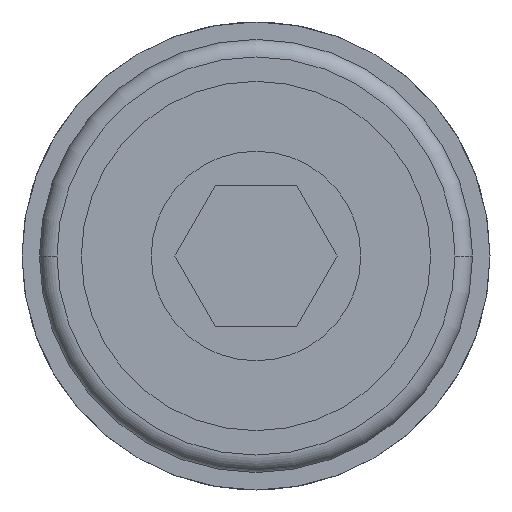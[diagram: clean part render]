
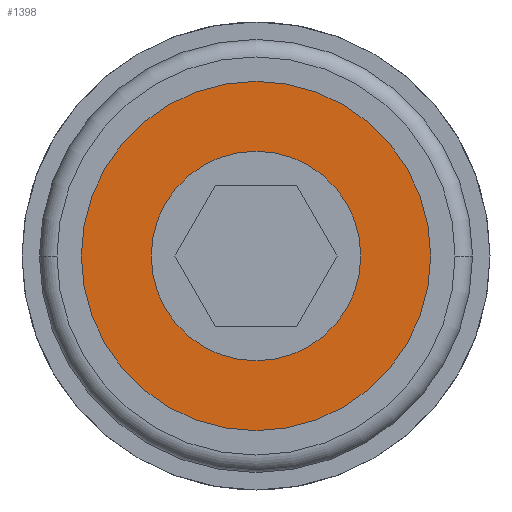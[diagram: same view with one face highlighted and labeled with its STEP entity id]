
A CAD part, front view. The second image highlights one B-rep face of the part: STEP entity #1398.
In plain terms, the highlighted planar face has unit normal (0, -1, 0).
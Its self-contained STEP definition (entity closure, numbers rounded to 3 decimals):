
#1 = CARTESIAN_POINT ( 'NONE',  ( -5., -45.5, 0. ) ) ;
#248 = ORIENTED_EDGE ( 'NONE', *, *, #3047, .F. ) ;
#566 = CIRCLE ( 'NONE', #7582, 5. ) ;
#634 = EDGE_LOOP ( 'NONE', ( #248, #7068 ) ) ;
#677 = DIRECTION ( 'NONE',  ( 0., 0., 1. ) ) ;
#791 = VERTEX_POINT ( 'NONE', #1 ) ;
#961 = DIRECTION ( 'NONE',  ( 0., -1., 0. ) ) ;
#1005 = CIRCLE ( 'NONE', #4990, 3. ) ;
#1082 = FACE_OUTER_BOUND ( 'NONE', #9656, .T. ) ;
#1274 = DIRECTION ( 'NONE',  ( 0., 1., 0. ) ) ;
#1398 = ADVANCED_FACE ( 'Defeature ausgef�hrt2_4', ( #2489, #1082 ), #1923, .F. ) ;
#1848 = AXIS2_PLACEMENT_3D ( 'NONE', #6766, #2233, #8213 ) ;
#1885 = ORIENTED_EDGE ( 'NONE', *, *, #5162, .F. ) ;
#1923 = PLANE ( 'NONE',  #6358 ) ;
#2144 = VERTEX_POINT ( 'NONE', #6196 ) ;
#2233 = DIRECTION ( 'NONE',  ( 0., 1., 0. ) ) ;
#2489 = FACE_BOUND ( 'NONE', #634, .T. ) ;
#2639 = DIRECTION ( 'NONE',  ( -1., 0., 0. ) ) ;
#3047 = EDGE_CURVE ( 'Defeature ausgef�hrt2_0+Defeature ausgef�hrt2_4+Defeature ausgef�hrt2_4+Defeature ausgef�hrt2_4', #2144, #9317, #9175, .T. ) ;
#3399 = CARTESIAN_POINT ( 'NONE',  ( 0., -45.5, -3. ) ) ;
#3547 = EDGE_CURVE ( 'Defeature ausgef�hrt2_0+Defeature ausgef�hrt2_4+Defeature ausgef�hrt2_4+Defeature ausgef�hrt2_4', #9317, #2144, #1005, .T. ) ;
#4623 = CARTESIAN_POINT ( 'NONE',  ( 0., -45.5, 0. ) ) ;
#4756 = CARTESIAN_POINT ( 'NONE',  ( 0., -45.5, 0. ) ) ;
#4876 = DIRECTION ( 'NONE',  ( 0., 1., 0. ) ) ;
#4990 = AXIS2_PLACEMENT_3D ( 'NONE', #4756, #961, #8446 ) ;
#5018 = ORIENTED_EDGE ( 'NONE', *, *, #7061, .F. ) ;
#5162 = EDGE_CURVE ( 'Defeature ausgef�hrt2_3+Defeature ausgef�hrt2_4+Defeature ausgef�hrt2_4+Defeature ausgef�hrt2_4', #6597, #791, #5500, .T. ) ;
#5500 = CIRCLE ( 'NONE', #1848, 5. ) ;
#5612 = DIRECTION ( 'NONE',  ( -1., 0., 0. ) ) ;
#5766 = CARTESIAN_POINT ( 'NONE',  ( 0., -45.5, 0. ) ) ;
#6196 = CARTESIAN_POINT ( 'NONE',  ( 0., -45.5, 3. ) ) ;
#6358 = AXIS2_PLACEMENT_3D ( 'NONE', #9507, #4876, #5612 ) ;
#6597 = VERTEX_POINT ( 'NONE', #9671 ) ;
#6766 = CARTESIAN_POINT ( 'NONE',  ( 0., -45.5, 0. ) ) ;
#7061 = EDGE_CURVE ( 'Defeature ausgef�hrt2_3+Defeature ausgef�hrt2_4+Defeature ausgef�hrt2_4+Defeature ausgef�hrt2_4', #791, #6597, #566, .T. ) ;
#7068 = ORIENTED_EDGE ( 'NONE', *, *, #3547, .F. ) ;
#7564 = DIRECTION ( 'NONE',  ( 0., -1., 0. ) ) ;
#7582 = AXIS2_PLACEMENT_3D ( 'NONE', #5766, #1274, #2639 ) ;
#8213 = DIRECTION ( 'NONE',  ( -1., 0., 0. ) ) ;
#8446 = DIRECTION ( 'NONE',  ( 0., 0., 1. ) ) ;
#8529 = AXIS2_PLACEMENT_3D ( 'NONE', #4623, #7564, #677 ) ;
#9175 = CIRCLE ( 'NONE', #8529, 3. ) ;
#9317 = VERTEX_POINT ( 'NONE', #3399 ) ;
#9507 = CARTESIAN_POINT ( 'NONE',  ( 0., -45.5, 5. ) ) ;
#9656 = EDGE_LOOP ( 'NONE', ( #5018, #1885 ) ) ;
#9671 = CARTESIAN_POINT ( 'NONE',  ( 5., -45.5, 0. ) ) ;
